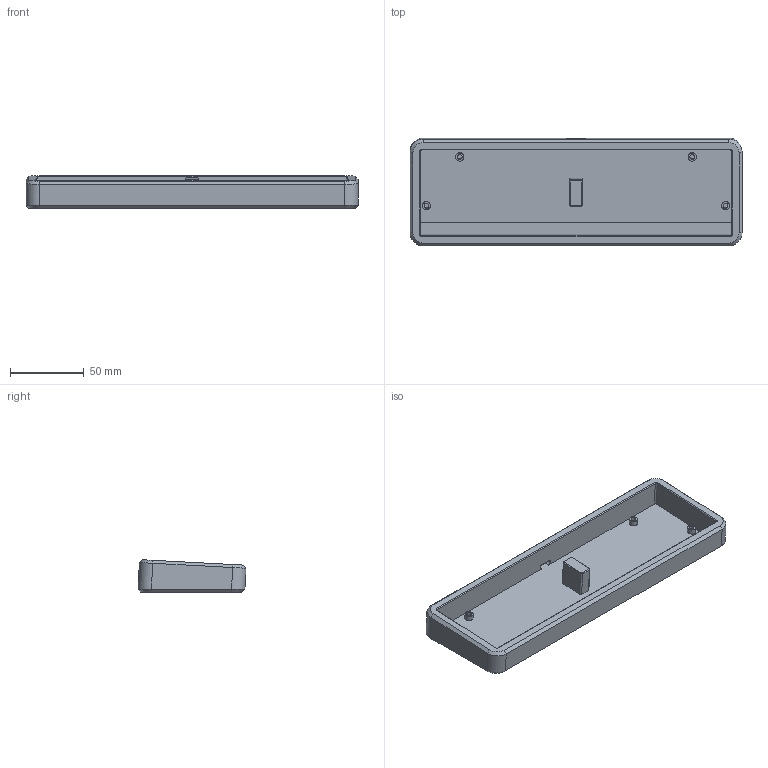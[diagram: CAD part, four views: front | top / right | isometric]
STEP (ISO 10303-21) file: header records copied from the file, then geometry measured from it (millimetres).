
FILE_DESCRIPTION(/* description */ (''),/* implementation_level */ '2;1');
FILE_NAME(/* name */ 'Tsuru MFR2.step',/* time_stamp */ '2024-05-31T17:27:46-07:00',/* author */ (''),/* organization */ (''),/* preprocessor_version */ 'ST-DEVELOPER v20',/* originating_system */ 'Autodesk Translation Framework v13.14.0.145',/* authorisation */ '');
FILE_SCHEMA (('AUTOMOTIVE_DESIGN { 1 0 10303 214 3 1 1 }'));
Length unit declared in the file: millimetre
Products named in the file (1): Tsuru MFR2
Bounding box: 224.55 x 73 x 21.92 mm (x, y, z)
Volume: 104649.7 mm3; surface area: 53466.1 mm2
Topology: 1 solids, 1 shells, 106 faces, 247 edges, 152 vertices
Faces by surface type: plane 54, cylinder 28, cone 16, bspline 8
Full cylindrical faces by diameter (mm): 3.2 x4, 5.5 x4
Entity records: 3176 total; most frequent: CARTESIAN_POINT 726, DIRECTION 501, ORIENTED_EDGE 494, EDGE_CURVE 247, AXIS2_PLACEMENT_3D 173, LINE 155, VECTOR 155, VERTEX_POINT 152
